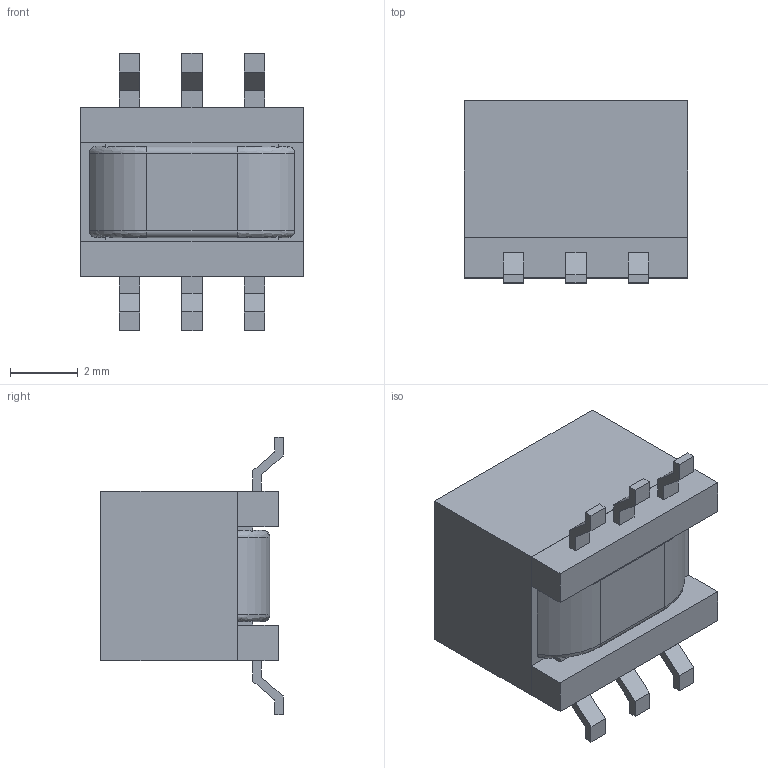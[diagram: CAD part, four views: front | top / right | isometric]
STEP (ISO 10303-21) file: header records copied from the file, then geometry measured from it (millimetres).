
FILE_DESCRIPTION (( 'STEP AP214' ), '1' );
FILE_NAME ('Coilcraft-DA2317-AL-DEFAULT.STEP', '2011-08-02T19:32:19', ( 'SysAdmin' ), ( 'SolidWorks' ), 'SwSTEP 2.0', 'SolidWorks 2011', '' );
FILE_SCHEMA (( 'AUTOMOTIVE_DESIGN' ));
Length unit declared in the file: millimetre
Products named in the file (1): Coilcraft-DA2317-AL-DEFAULT
Bounding box: 6.6 x 5.4 x 8.2 mm (x, y, z)
Volume: 165.6 mm3; surface area: 217.6 mm2
Topology: 1 solids, 1 shells, 94 faces, 246 edges, 162 vertices
Faces by surface type: plane 84, cylinder 6, bspline 4
Entity records: 3966 total; most frequent: CARTESIAN_POINT 631, ORIENTED_EDGE 492, DIRECTION 420, EDGE_CURVE 246, LINE 214, VECTOR 214, VERTEX_POINT 162, AXIS2_PLACEMENT_3D 103
